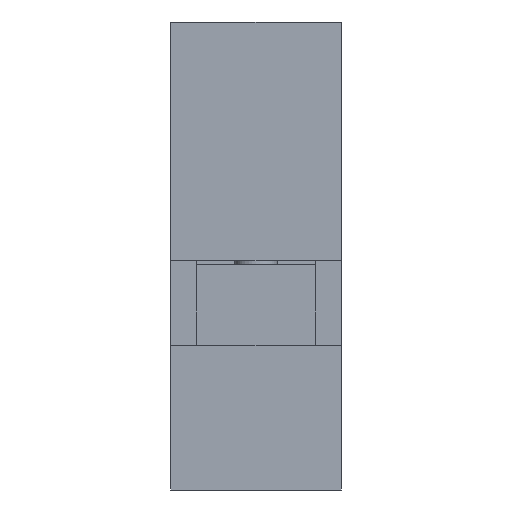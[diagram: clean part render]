
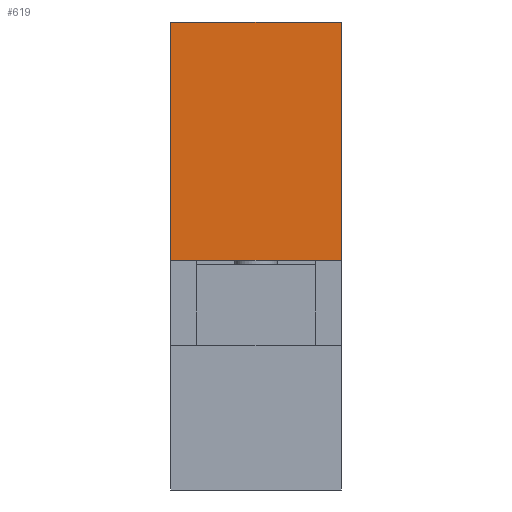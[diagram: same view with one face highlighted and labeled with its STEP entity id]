
A CAD part, front view. The second image highlights one B-rep face of the part: STEP entity #619.
In plain terms, the highlighted planar face has unit normal (0, -1, 0).
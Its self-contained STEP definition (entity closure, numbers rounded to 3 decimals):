
#619=ADVANCED_FACE('',(#1224),#1225,.T.);
#1224=FACE_OUTER_BOUND('',#1872,.T.);
#1225=PLANE('',#1873);
#1872=EDGE_LOOP('',(#3115,#3116,#3117,#3118));
#1873=AXIS2_PLACEMENT_3D('',#3119,#3120,#3121);
#3115=ORIENTED_EDGE('',*,*,#4433,.T.);
#3116=ORIENTED_EDGE('',*,*,#4312,.T.);
#3117=ORIENTED_EDGE('',*,*,#4373,.T.);
#3118=ORIENTED_EDGE('',*,*,#4415,.T.);
#3119=CARTESIAN_POINT('',(10.0,15.5,40.0));
#3120=DIRECTION('',(0.0,-1.0,0.0));
#3121=DIRECTION('',(0.0,0.0,-1.0));
#4312=EDGE_CURVE('',#5186,#5184,#5187,.T.);
#4373=EDGE_CURVE('',#5184,#5277,#5279,.T.);
#4415=EDGE_CURVE('',#5277,#5335,#5336,.T.);
#4433=EDGE_CURVE('',#5335,#5186,#5357,.T.);
#5184=VERTEX_POINT('',#6413);
#5186=VERTEX_POINT('',#6416);
#5187=LINE('',#6417,#6418);
#5277=VERTEX_POINT('',#6548);
#5279=LINE('',#6551,#6552);
#5335=VERTEX_POINT('',#6621);
#5336=LINE('',#6622,#6623);
#5357=LINE('',#6653,#6654);
#6413=CARTESIAN_POINT('',(20.0,15.5,27.0));
#6416=CARTESIAN_POINT('',(0.0,15.5,27.0));
#6417=CARTESIAN_POINT('',(10.0,15.5,27.0));
#6418=VECTOR('',#7654,1.0);
#6548=CARTESIAN_POINT('',(20.0,15.5,55.0));
#6551=CARTESIAN_POINT('',(20.0,15.5,40.0));
#6552=VECTOR('',#7717,1.0);
#6621=CARTESIAN_POINT('',(0.0,15.5,55.0));
#6622=CARTESIAN_POINT('',(10.0,15.5,55.0));
#6623=VECTOR('',#7773,1.0);
#6653=CARTESIAN_POINT('',(0.0,15.5,40.0));
#6654=VECTOR('',#7786,1.0);
#7654=DIRECTION('',(1.0,0.0,0.0));
#7717=DIRECTION('',(0.0,0.0,1.0));
#7773=DIRECTION('',(-1.0,0.0,0.0));
#7786=DIRECTION('',(0.0,0.0,-1.0));
